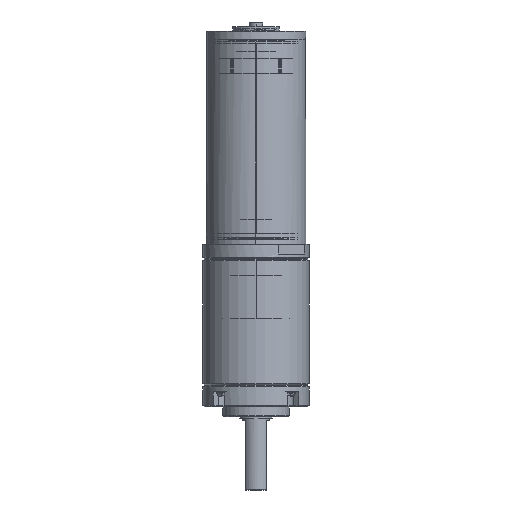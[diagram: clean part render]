
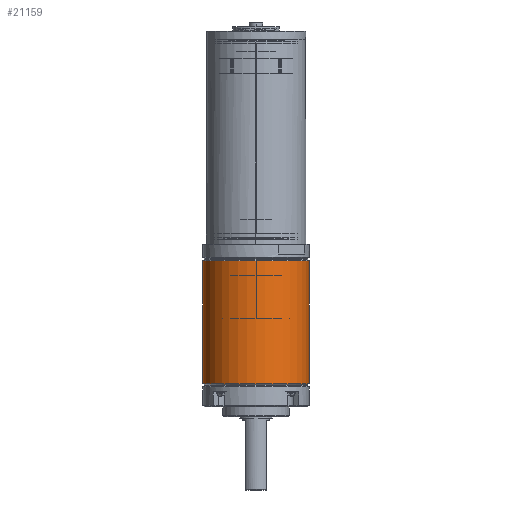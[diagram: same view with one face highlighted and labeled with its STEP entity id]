
A CAD part, left-side view. The second image highlights one B-rep face of the part: STEP entity #21159.
In plain terms, the highlighted cylindrical face has radius 16 mm (diameter 32 mm), a partial arc.
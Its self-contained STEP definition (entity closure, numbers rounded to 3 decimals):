
#17915=CARTESIAN_POINT('',(0.,0.,-43.4));
#17916=DIRECTION('',(0.,0.,-1.));
#17917=DIRECTION('',(0.,-1.,0.));
#17918=AXIS2_PLACEMENT_3D('',#17915,#17916,#17917);
#17920=DIRECTION('',(0.,0.,-1.));
#17921=VECTOR('',#17920,37.);
#17922=CARTESIAN_POINT('',(0.,-16.,-6.4));
#17923=LINE('',#17922,#17921);
#17924=DIRECTION('',(0.,0.,-1.));
#17925=VECTOR('',#17924,37.);
#17926=CARTESIAN_POINT('',(0.,16.,-6.4));
#17927=LINE('',#17926,#17925);
#17928=CARTESIAN_POINT('',(0.,0.,-6.4));
#17929=DIRECTION('',(0.,0.,-1.));
#17930=DIRECTION('',(0.,-1.,0.));
#17931=AXIS2_PLACEMENT_3D('',#17928,#17929,#17930);
#20422=CARTESIAN_POINT('',(0.,-16.,-6.4));
#20423=CARTESIAN_POINT('',(0.,-16.,-43.4));
#20424=VERTEX_POINT('',#20422);
#20425=VERTEX_POINT('',#20423);
#20430=CARTESIAN_POINT('',(0.,16.,-6.4));
#20431=CARTESIAN_POINT('',(0.,16.,-43.4));
#20432=VERTEX_POINT('',#20430);
#20433=VERTEX_POINT('',#20431);
#21145=CARTESIAN_POINT('',(0.,0.,-79.1));
#21146=DIRECTION('',(0.,0.,1.));
#21147=DIRECTION('',(0.,1.,0.));
#21148=AXIS2_PLACEMENT_3D('',#21145,#21146,#21147);
#21149=CYLINDRICAL_SURFACE('',#21148,16.);
#21151=ORIENTED_EDGE('',*,*,#21150,.T.);
#21152=ORIENTED_EDGE('',*,*,#21140,.T.);
#21154=ORIENTED_EDGE('',*,*,#21153,.F.);
#21156=ORIENTED_EDGE('',*,*,#21155,.F.);
#21157=EDGE_LOOP('',(#21151,#21152,#21154,#21156));
#21158=FACE_OUTER_BOUND('',#21157,.F.);
#21159=ADVANCED_FACE('',(#21158),#21149,.T.);
#17919=CIRCLE('',#17918,16.);
#17932=CIRCLE('',#17931,16.);
#21140=EDGE_CURVE('',#20425,#20433,#17919,.T.);
#21150=EDGE_CURVE('',#20424,#20425,#17923,.T.);
#21153=EDGE_CURVE('',#20432,#20433,#17927,.T.);
#21155=EDGE_CURVE('',#20424,#20432,#17932,.T.);
